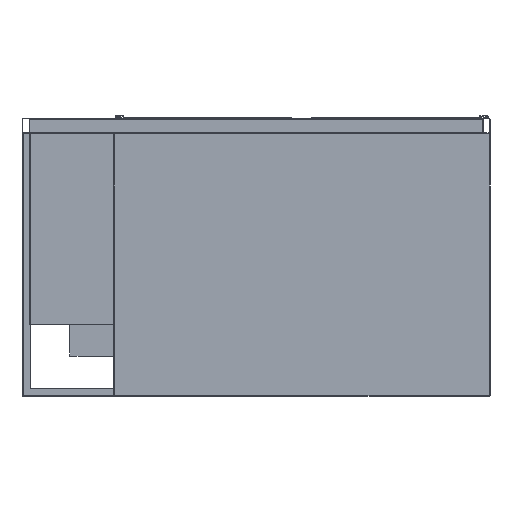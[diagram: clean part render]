
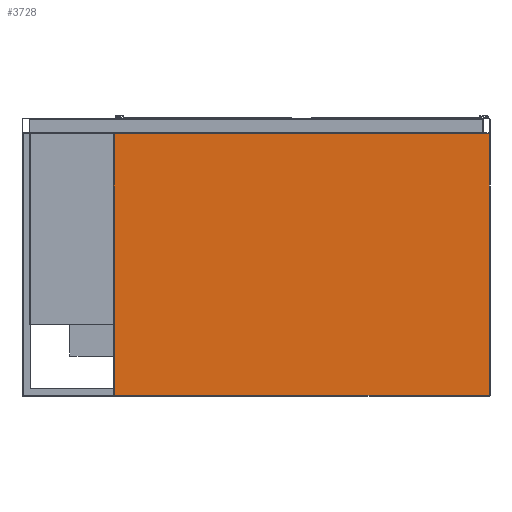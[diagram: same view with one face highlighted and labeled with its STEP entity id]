
A CAD part, front view. The second image highlights one B-rep face of the part: STEP entity #3728.
In plain terms, the highlighted planar face has unit normal (0, -1, 0).
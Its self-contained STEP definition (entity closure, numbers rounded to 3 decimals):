
#1183 = DIRECTION ( 'NONE',  ( 0., 0., -1. ) ) ;
#1433 = CARTESIAN_POINT ( 'NONE',  ( 513., -355., -758. ) ) ;
#2442 = LINE ( 'NONE', #15702, #16848 ) ;
#3470 = LINE ( 'NONE', #13043, #12116 ) ;
#3533 = CARTESIAN_POINT ( 'NONE',  ( 513., -355., -42. ) ) ;
#3728 = ADVANCED_FACE ( 'Fl�che8', ( #5411 ), #12877, .T. ) ;
#5411 = FACE_OUTER_BOUND ( 'NONE', #14881, .T. ) ;
#5655 = DIRECTION ( 'NONE',  ( 0., 0., 1. ) ) ;
#5748 = VERTEX_POINT ( 'NONE', #16083 ) ;
#5786 = EDGE_CURVE ( 'NONE', #5748, #13368, #2442, .T. ) ;
#6280 = VECTOR ( 'NONE', #5655, 1000. ) ;
#6984 = ORIENTED_EDGE ( 'NONE', *, *, #5786, .T. ) ;
#7161 = CARTESIAN_POINT ( 'NONE',  ( -513., -355., -760. ) ) ;
#7809 = VERTEX_POINT ( 'NONE', #14019 ) ;
#8345 = CARTESIAN_POINT ( 'NONE',  ( 513., -355., -760. ) ) ;
#9061 = CARTESIAN_POINT ( 'NONE',  ( -515., -355., -760. ) ) ;
#9083 = VECTOR ( 'NONE', #10252, 1000. ) ;
#10252 = DIRECTION ( 'NONE',  ( 0., 0., -1. ) ) ;
#11542 = EDGE_CURVE ( 'NONE', #7809, #5748, #19396, .T. ) ;
#12080 = ORIENTED_EDGE ( 'NONE', *, *, #18191, .T. ) ;
#12116 = VECTOR ( 'NONE', #14243, 1000. ) ;
#12877 = PLANE ( 'NONE',  #13644 ) ;
#13043 = CARTESIAN_POINT ( 'NONE',  ( -515., -355., -42. ) ) ;
#13139 = EDGE_CURVE ( 'NONE', #13368, #13507, #14729, .T. ) ;
#13368 = VERTEX_POINT ( 'NONE', #1433 ) ;
#13507 = VERTEX_POINT ( 'NONE', #3533 ) ;
#13644 = AXIS2_PLACEMENT_3D ( 'NONE', #9061, #14859, #1183 ) ;
#14019 = CARTESIAN_POINT ( 'NONE',  ( -513., -355., -42. ) ) ;
#14243 = DIRECTION ( 'NONE',  ( -1., 0., 0. ) ) ;
#14330 = ORIENTED_EDGE ( 'NONE', *, *, #13139, .T. ) ;
#14476 = ORIENTED_EDGE ( 'NONE', *, *, #11542, .T. ) ;
#14729 = LINE ( 'NONE', #8345, #6280 ) ;
#14859 = DIRECTION ( 'NONE',  ( 0., -1., 0. ) ) ;
#14881 = EDGE_LOOP ( 'NONE', ( #12080, #14476, #6984, #14330 ) ) ;
#15702 = CARTESIAN_POINT ( 'NONE',  ( -515., -355., -758. ) ) ;
#16083 = CARTESIAN_POINT ( 'NONE',  ( -513., -355., -758. ) ) ;
#16848 = VECTOR ( 'NONE', #17283, 1000. ) ;
#17283 = DIRECTION ( 'NONE',  ( 1., 0., 0. ) ) ;
#18191 = EDGE_CURVE ( 'NONE', #13507, #7809, #3470, .T. ) ;
#19396 = LINE ( 'NONE', #7161, #9083 ) ;
